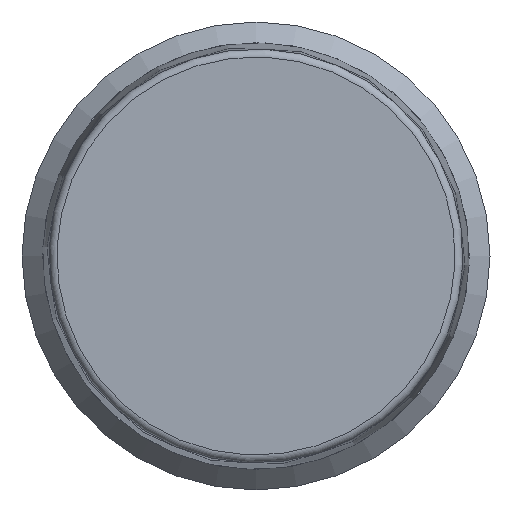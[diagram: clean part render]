
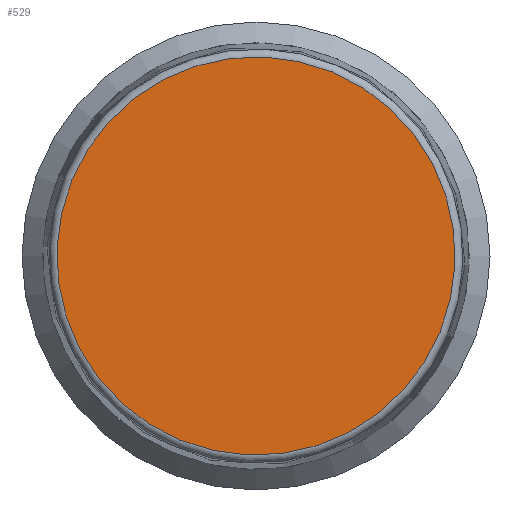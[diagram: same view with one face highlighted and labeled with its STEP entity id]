
A CAD part, left-side view. The second image highlights one B-rep face of the part: STEP entity #529.
In plain terms, the highlighted face is planar.
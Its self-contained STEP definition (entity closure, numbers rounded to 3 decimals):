
#529 = ADVANCED_FACE( '', ( #782 ), #783, .T. );
#782 = FACE_OUTER_BOUND( '', #1307, .T. );
#783 = PLANE( '', #1308 );
#1307 = EDGE_LOOP( '', ( #1598 ) );
#1308 = AXIS2_PLACEMENT_3D( '', #1599, #1600, #1601 );
#1598 = ORIENTED_EDGE( '', *, *, #1897, .T. );
#1599 = CARTESIAN_POINT( '', ( 8., 0., 7.95 ) );
#1600 = DIRECTION( '', ( 1., 0., 0. ) );
#1601 = DIRECTION( '', ( 0., 0., -1. ) );
#1897 = EDGE_CURVE( '', #2255, #2255, #2256, .T. );
#2255 = VERTEX_POINT( '', #2847 );
#2256 = CIRCLE( '', #2848, 7.659 );
#2847 = CARTESIAN_POINT( '', ( 8., 0., -7.659 ) );
#2848 = AXIS2_PLACEMENT_3D( '', #2893, #2894, #2895 );
#2893 = CARTESIAN_POINT( '', ( 8., 0., 0. ) );
#2894 = DIRECTION( '', ( 1., 0., 0. ) );
#2895 = DIRECTION( '', ( 0., 0., -1. ) );
